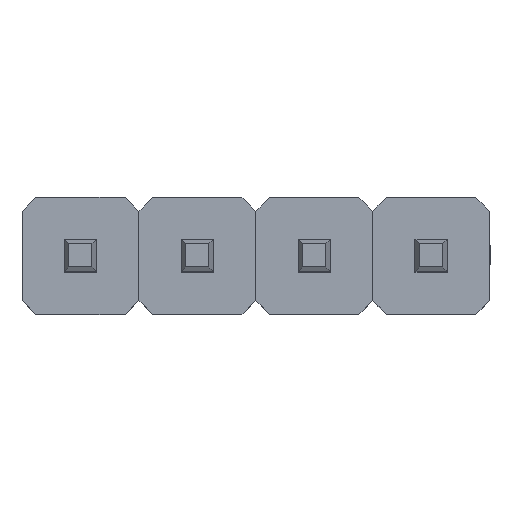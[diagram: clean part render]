
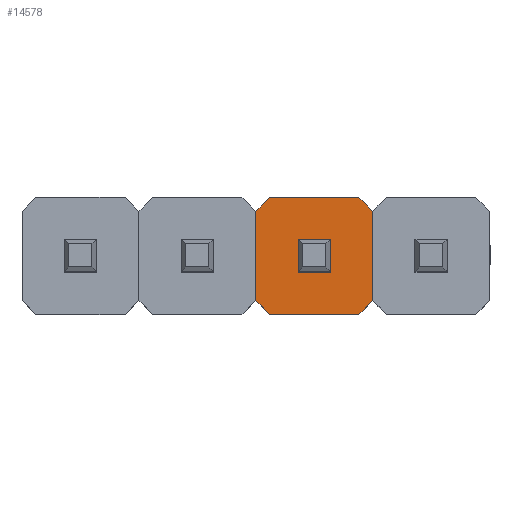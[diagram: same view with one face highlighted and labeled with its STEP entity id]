
A CAD part, top view. The second image highlights one B-rep face of the part: STEP entity #14578.
In plain terms, the highlighted planar face has unit normal (0, 0, 1).
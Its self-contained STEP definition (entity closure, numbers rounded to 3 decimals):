
#30 = CARTESIAN_POINT ( 'NONE',  ( -3.81, -0.97, 2.5 ) ) ;
#163 = AXIS2_PLACEMENT_3D ( 'NONE', #6953, #22758, #27476 ) ;
#198 = VERTEX_POINT ( 'NONE', #11936 ) ;
#443 = LINE ( 'NONE', #2248, #2206 ) ;
#534 = VECTOR ( 'NONE', #22177, 1000. ) ;
#616 = LINE ( 'NONE', #28519, #22183 ) ;
#788 = CARTESIAN_POINT ( 'NONE',  ( -3.81, 0.97, 2.5 ) ) ;
#1280 = ORIENTED_EDGE ( 'NONE', *, *, #11347, .T. ) ;
#1580 = VECTOR ( 'NONE', #18113, 1000. ) ;
#2095 = EDGE_CURVE ( 'NONE', #5551, #12610, #28626, .T. ) ;
#2206 = VECTOR ( 'NONE', #2534, 1000. ) ;
#2248 = CARTESIAN_POINT ( 'NONE',  ( -2.54, 0.35, 2.5 ) ) ;
#2534 = DIRECTION ( 'NONE',  ( -1., 0., 0. ) ) ;
#2640 = EDGE_CURVE ( 'NONE', #198, #28963, #616, .T. ) ;
#2980 = EDGE_CURVE ( 'NONE', #6151, #5551, #23231, .T. ) ;
#3971 = CARTESIAN_POINT ( 'NONE',  ( -3.51, -1.27, 2.5 ) ) ;
#4177 = EDGE_CURVE ( 'NONE', #28963, #25898, #29873, .T. ) ;
#4281 = CARTESIAN_POINT ( 'NONE',  ( -1.57, -1.27, 2.5 ) ) ;
#5187 = DIRECTION ( 'NONE',  ( -0.707, -0.707, 0. ) ) ;
#5195 = DIRECTION ( 'NONE',  ( 0., 1., 0. ) ) ;
#5434 = CARTESIAN_POINT ( 'NONE',  ( -2.89, -0.35, 2.5 ) ) ;
#5551 = VERTEX_POINT ( 'NONE', #5434 ) ;
#6151 = VERTEX_POINT ( 'NONE', #16409 ) ;
#6284 = ORIENTED_EDGE ( 'NONE', *, *, #4177, .T. ) ;
#6381 = FACE_OUTER_BOUND ( 'NONE', #22615, .T. ) ;
#6460 = CARTESIAN_POINT ( 'NONE',  ( -2.19, 0.35, 2.5 ) ) ;
#6953 = CARTESIAN_POINT ( 'NONE',  ( -2.54, 0., 2.5 ) ) ;
#7169 = DIRECTION ( 'NONE',  ( 0., -1., 0. ) ) ;
#8195 = EDGE_CURVE ( 'NONE', #19335, #6151, #443, .T. ) ;
#8343 = FACE_BOUND ( 'NONE', #14577, .T. ) ;
#8579 = LINE ( 'NONE', #12965, #1580 ) ;
#8845 = ORIENTED_EDGE ( 'NONE', *, *, #9999, .T. ) ;
#9205 = ORIENTED_EDGE ( 'NONE', *, *, #8195, .F. ) ;
#9710 = DIRECTION ( 'NONE',  ( 0., -1., 0. ) ) ;
#9902 = VECTOR ( 'NONE', #5195, 1000. ) ;
#9904 = CARTESIAN_POINT ( 'NONE',  ( -2.19, 0., 2.5 ) ) ;
#9999 = EDGE_CURVE ( 'NONE', #12852, #22733, #27688, .T. ) ;
#10193 = LINE ( 'NONE', #12609, #9902 ) ;
#10199 = LINE ( 'NONE', #19743, #534 ) ;
#10385 = CARTESIAN_POINT ( 'NONE',  ( -3.51, 1.27, 2.5 ) ) ;
#10875 = CARTESIAN_POINT ( 'NONE',  ( -1.27, 0.97, 2.5 ) ) ;
#11095 = DIRECTION ( 'NONE',  ( 0.707, -0.707, 0. ) ) ;
#11347 = EDGE_CURVE ( 'NONE', #12407, #28317, #10199, .T. ) ;
#11529 = VECTOR ( 'NONE', #21948, 1000. ) ;
#11733 = VECTOR ( 'NONE', #25973, 1000. ) ;
#11936 = CARTESIAN_POINT ( 'NONE',  ( -3.81, 0.97, 2.5 ) ) ;
#12084 = ORIENTED_EDGE ( 'NONE', *, *, #26778, .T. ) ;
#12103 = ORIENTED_EDGE ( 'NONE', *, *, #2980, .F. ) ;
#12343 = VERTEX_POINT ( 'NONE', #10385 ) ;
#12401 = CARTESIAN_POINT ( 'NONE',  ( -2.54, -0.35, 2.5 ) ) ;
#12407 = VERTEX_POINT ( 'NONE', #4281 ) ;
#12470 = EDGE_CURVE ( 'NONE', #12610, #19335, #23219, .T. ) ;
#12609 = CARTESIAN_POINT ( 'NONE',  ( -1.27, 0.97, 2.5 ) ) ;
#12610 = VERTEX_POINT ( 'NONE', #21565 ) ;
#12852 = VERTEX_POINT ( 'NONE', #10875 ) ;
#12965 = CARTESIAN_POINT ( 'NONE',  ( -3.51, 1.27, 2.5 ) ) ;
#13578 = ORIENTED_EDGE ( 'NONE', *, *, #2095, .F. ) ;
#13798 = CARTESIAN_POINT ( 'NONE',  ( -1.57, 1.27, 2.5 ) ) ;
#13873 = VECTOR ( 'NONE', #11095, 1000. ) ;
#14483 = EDGE_CURVE ( 'NONE', #12343, #198, #21552, .T. ) ;
#14578 = ADVANCED_FACE ( 'NONE', ( #8343, #6381 ), #28977, .T. ) ;
#14577 = EDGE_LOOP ( 'NONE', ( #19151, #13578, #12103, #9205 ) ) ;
#15386 = LINE ( 'NONE', #26975, #16976 ) ;
#16409 = CARTESIAN_POINT ( 'NONE',  ( -2.89, 0.35, 2.5 ) ) ;
#16976 = VECTOR ( 'NONE', #19960, 1000. ) ;
#18113 = DIRECTION ( 'NONE',  ( -1., 0., 0. ) ) ;
#18308 = VECTOR ( 'NONE', #7169, 1000. ) ;
#18629 = ORIENTED_EDGE ( 'NONE', *, *, #2640, .T. ) ;
#19151 = ORIENTED_EDGE ( 'NONE', *, *, #12470, .F. ) ;
#19335 = VERTEX_POINT ( 'NONE', #6460 ) ;
#19565 = ORIENTED_EDGE ( 'NONE', *, *, #24062, .T. ) ;
#19743 = CARTESIAN_POINT ( 'NONE',  ( -1.57, -1.27, 2.5 ) ) ;
#19960 = DIRECTION ( 'NONE',  ( 1., 0., 0. ) ) ;
#20942 = VECTOR ( 'NONE', #5187, 1000. ) ;
#21552 = LINE ( 'NONE', #788, #20942 ) ;
#21565 = CARTESIAN_POINT ( 'NONE',  ( -2.19, -0.35, 2.5 ) ) ;
#21948 = DIRECTION ( 'NONE',  ( 1., 0., 0. ) ) ;
#21984 = CARTESIAN_POINT ( 'NONE',  ( -1.27, -0.97, 2.5 ) ) ;
#22177 = DIRECTION ( 'NONE',  ( 0.707, 0.707, 0. ) ) ;
#22183 = VECTOR ( 'NONE', #9710, 1000. ) ;
#22615 = EDGE_LOOP ( 'NONE', ( #6284, #12084, #1280, #27691, #8845, #19565, #27596, #18629 ) ) ;
#22733 = VERTEX_POINT ( 'NONE', #13798 ) ;
#22758 = DIRECTION ( 'NONE',  ( 0., 0., 1. ) ) ;
#22966 = DIRECTION ( 'NONE',  ( -0.707, 0.707, 0. ) ) ;
#23219 = LINE ( 'NONE', #9904, #11733 ) ;
#23231 = LINE ( 'NONE', #25383, #18308 ) ;
#24062 = EDGE_CURVE ( 'NONE', #22733, #12343, #8579, .T. ) ;
#25255 = CARTESIAN_POINT ( 'NONE',  ( -1.57, 1.27, 2.5 ) ) ;
#25383 = CARTESIAN_POINT ( 'NONE',  ( -2.89, 0., 2.5 ) ) ;
#25392 = EDGE_CURVE ( 'NONE', #28317, #12852, #10193, .T. ) ;
#25469 = VECTOR ( 'NONE', #22966, 1000. ) ;
#25898 = VERTEX_POINT ( 'NONE', #3971 ) ;
#25973 = DIRECTION ( 'NONE',  ( 0., 1., 0. ) ) ;
#26778 = EDGE_CURVE ( 'NONE', #25898, #12407, #15386, .T. ) ;
#26975 = CARTESIAN_POINT ( 'NONE',  ( -3.51, -1.27, 2.5 ) ) ;
#27192 = CARTESIAN_POINT ( 'NONE',  ( -3.81, -0.97, 2.5 ) ) ;
#27476 = DIRECTION ( 'NONE',  ( 1., 0., 0. ) ) ;
#27596 = ORIENTED_EDGE ( 'NONE', *, *, #14483, .T. ) ;
#27688 = LINE ( 'NONE', #25255, #25469 ) ;
#27691 = ORIENTED_EDGE ( 'NONE', *, *, #25392, .T. ) ;
#28317 = VERTEX_POINT ( 'NONE', #21984 ) ;
#28519 = CARTESIAN_POINT ( 'NONE',  ( -3.81, 0.97, 2.5 ) ) ;
#28626 = LINE ( 'NONE', #12401, #11529 ) ;
#28963 = VERTEX_POINT ( 'NONE', #30 ) ;
#28977 = PLANE ( 'NONE',  #163 ) ;
#29873 = LINE ( 'NONE', #27192, #13873 ) ;
